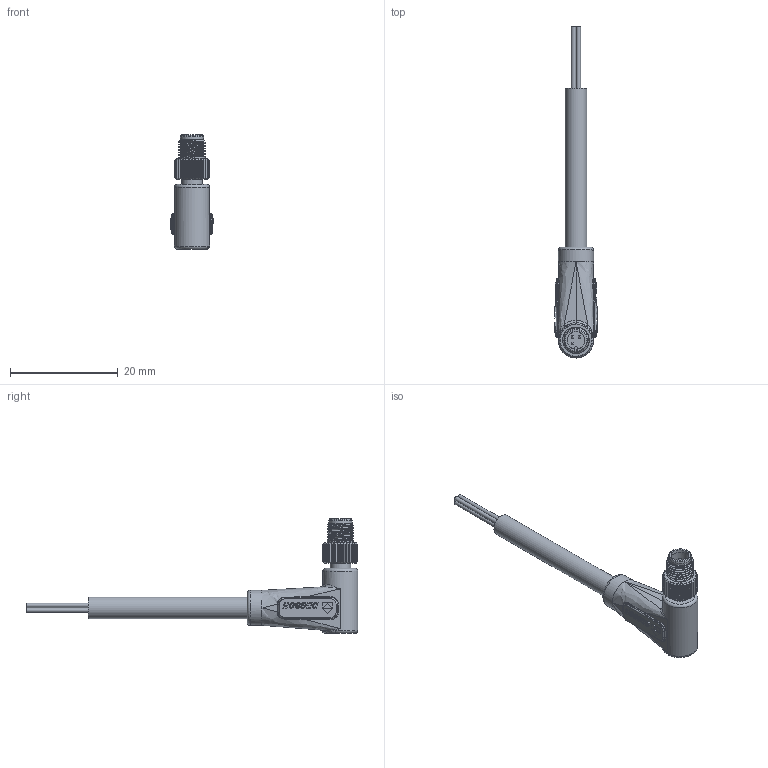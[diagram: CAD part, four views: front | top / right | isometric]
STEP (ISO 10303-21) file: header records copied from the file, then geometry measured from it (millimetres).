
FILE_DESCRIPTION(/* description */ (''),/* implementation_level */ '2;1');
FILE_NAME(/* name */ 'PM-M5A-03P-MM-SR7BXX-00A(H).stp',/* time_stamp */ '2020-04-24T15:52:17+08:00',/* author */ (''),/* organization */ (''),/* preprocessor_version */ 'ST-DEVELOPER v16.7',/* originating_system */ 'SIEMENS PLM Software NX 12.0',/* authorisation */ '');
FILE_SCHEMA (('AUTOMOTIVE_DESIGN { 1 0 10303 214 3 1 1 1 }'));
Length unit declared in the file: millimetre
Products named in the file (1): M5-3芯包塑公-弯
Bounding box: 7.95 x 61.5 x 21.2 mm (x, y, z)
Volume: 1593.2 mm3; surface area: 1416.8 mm2
Topology: 1 solids, 1 shells, 882 faces, 2495 edges, 1641 vertices
Faces by surface type: plane 705, cylinder 103, bspline 54, extrusion 8, cone 5, torus 4, sphere 3
Full cylindrical faces by diameter (mm): 0.48 x3, 0.8 x3, 3.8 x1, 4 x1, 4.3 x1, 4.9 x5, 6.5 x2
Entity records: 35618 total; most frequent: CARTESIAN_POINT 9575, ORIENTED_EDGE 4866, DIRECTION 3980, EDGE_CURVE 2433, VECTOR 1944, LINE 1936, VERTEX_POINT 1612, AXIS2_PLACEMENT_3D 1018
